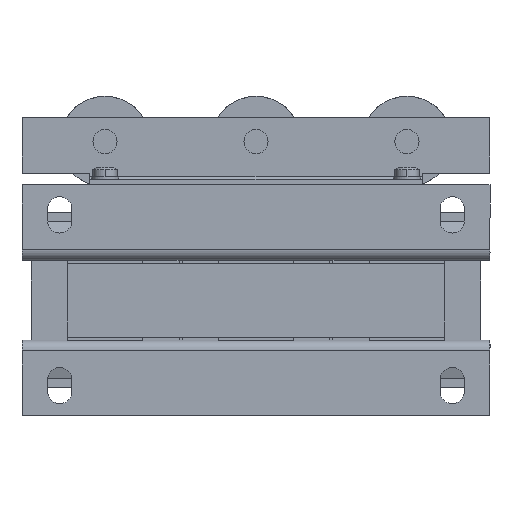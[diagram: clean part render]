
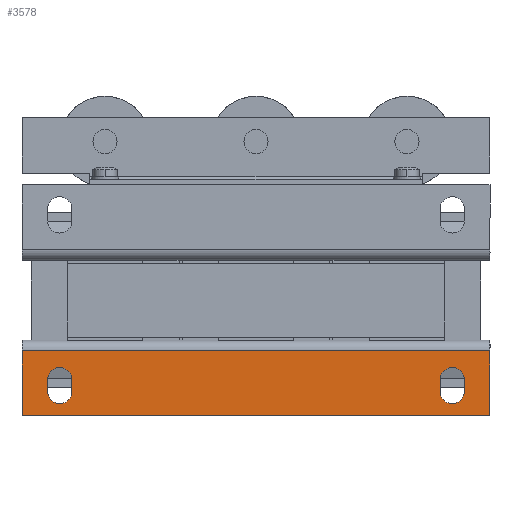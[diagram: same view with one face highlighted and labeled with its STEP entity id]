
A CAD part, front view. The second image highlights one B-rep face of the part: STEP entity #3578.
In plain terms, the highlighted planar face has unit normal (0, -1, 0).
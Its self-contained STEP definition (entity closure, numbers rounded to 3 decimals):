
#500 = DIRECTION ( 'NONE',  ( 0., 1., 0. ) ) ;
#1111 = EDGE_CURVE ( 'NONE', #7557, #2346, #6064, .T. ) ;
#1300 = EDGE_CURVE ( 'NONE', #3703, #6530, #12949, .T. ) ;
#1359 = LINE ( 'NONE', #6917, #19384 ) ;
#1816 = DIRECTION ( 'NONE',  ( 0., 0., 1. ) ) ;
#1882 = CARTESIAN_POINT ( 'NONE',  ( -65., -66.4, -30.25 ) ) ;
#1891 = CIRCLE ( 'NONE', #16348, 4. ) ;
#1897 = EDGE_CURVE ( 'NONE', #13684, #7557, #3650, .T. ) ;
#2000 = VERTEX_POINT ( 'NONE', #2094 ) ;
#2002 = CARTESIAN_POINT ( 'NONE',  ( 65., -66.4, -26.25 ) ) ;
#2094 = CARTESIAN_POINT ( 'NONE',  ( -69., -66.4, -30.25 ) ) ;
#2136 = LINE ( 'NONE', #14371, #16174 ) ;
#2285 = DIRECTION ( 'NONE',  ( 1., 0., 0. ) ) ;
#2313 = DIRECTION ( 'NONE',  ( 0., 0., -1. ) ) ;
#2346 = VERTEX_POINT ( 'NONE', #9880 ) ;
#2423 = CARTESIAN_POINT ( 'NONE',  ( 65., -66.4, -30.25 ) ) ;
#2521 = EDGE_CURVE ( 'NONE', #13460, #17294, #19047, .T. ) ;
#2679 = CARTESIAN_POINT ( 'NONE',  ( 77.5, -66.4, -16.75 ) ) ;
#2730 = AXIS2_PLACEMENT_3D ( 'NONE', #2002, #500, #9570 ) ;
#2768 = ORIENTED_EDGE ( 'NONE', *, *, #9205, .T. ) ;
#3138 = DIRECTION ( 'NONE',  ( 0., 1., 0. ) ) ;
#3262 = EDGE_CURVE ( 'NONE', #2000, #14171, #5262, .T. ) ;
#3280 = CARTESIAN_POINT ( 'NONE',  ( -69., -66.4, -15.75 ) ) ;
#3577 = FACE_BOUND ( 'NONE', #4661, .T. ) ;
#3578 = ADVANCED_FACE ( 'NONE', ( #3577, #18303, #7172 ), #8317, .F. ) ;
#3650 = LINE ( 'NONE', #7053, #16493 ) ;
#3703 = VERTEX_POINT ( 'NONE', #9091 ) ;
#3797 = LINE ( 'NONE', #10183, #7379 ) ;
#3910 = ORIENTED_EDGE ( 'NONE', *, *, #7136, .T. ) ;
#4221 = EDGE_CURVE ( 'NONE', #10263, #3703, #3797, .T. ) ;
#4328 = AXIS2_PLACEMENT_3D ( 'NONE', #4723, #3138, #13765 ) ;
#4661 = EDGE_LOOP ( 'NONE', ( #2768, #5526, #9494, #10398, #12556 ) ) ;
#4723 = CARTESIAN_POINT ( 'NONE',  ( -65., -66.4, -30.25 ) ) ;
#4732 = DIRECTION ( 'NONE',  ( 0., 1., 0. ) ) ;
#4937 = DIRECTION ( 'NONE',  ( 0., 0., -1. ) ) ;
#5183 = CARTESIAN_POINT ( 'NONE',  ( 61., -66.4, -30.25 ) ) ;
#5262 = LINE ( 'NONE', #3280, #8856 ) ;
#5288 = AXIS2_PLACEMENT_3D ( 'NONE', #1882, #14056, #4937 ) ;
#5526 = ORIENTED_EDGE ( 'NONE', *, *, #1897, .T. ) ;
#5896 = EDGE_CURVE ( 'NONE', #11892, #17294, #6132, .T. ) ;
#5953 = DIRECTION ( 'NONE',  ( 0., 0., -1. ) ) ;
#6064 = CIRCLE ( 'NONE', #4328, 4. ) ;
#6132 = LINE ( 'NONE', #2679, #10868 ) ;
#6332 = VERTEX_POINT ( 'NONE', #5183 ) ;
#6423 = VERTEX_POINT ( 'NONE', #13476 ) ;
#6529 = CARTESIAN_POINT ( 'NONE',  ( 61., -66.4, -15.75 ) ) ;
#6530 = VERTEX_POINT ( 'NONE', #16933 ) ;
#6917 = CARTESIAN_POINT ( 'NONE',  ( -77.5, -66.4, -15.75 ) ) ;
#7013 = CARTESIAN_POINT ( 'NONE',  ( -61., -66.4, -26.25 ) ) ;
#7053 = CARTESIAN_POINT ( 'NONE',  ( -61., -66.4, -15.75 ) ) ;
#7054 = EDGE_CURVE ( 'NONE', #6332, #15818, #17152, .T. ) ;
#7136 = EDGE_CURVE ( 'NONE', #15818, #10263, #11208, .T. ) ;
#7172 = FACE_OUTER_BOUND ( 'NONE', #16313, .T. ) ;
#7379 = VECTOR ( 'NONE', #13247, 1000. ) ;
#7557 = VERTEX_POINT ( 'NONE', #17045 ) ;
#7668 = VECTOR ( 'NONE', #18773, 1000. ) ;
#8228 = EDGE_CURVE ( 'NONE', #2346, #2000, #14260, .T. ) ;
#8317 = PLANE ( 'NONE',  #8423 ) ;
#8423 = AXIS2_PLACEMENT_3D ( 'NONE', #18877, #8590, #19150 ) ;
#8530 = DIRECTION ( 'NONE',  ( 0., 0., 1. ) ) ;
#8590 = DIRECTION ( 'NONE',  ( 0., 1., 0. ) ) ;
#8604 = ORIENTED_EDGE ( 'NONE', *, *, #17683, .T. ) ;
#8844 = DIRECTION ( 'NONE',  ( 0., 1., 0. ) ) ;
#8856 = VECTOR ( 'NONE', #1816, 1000. ) ;
#9091 = CARTESIAN_POINT ( 'NONE',  ( 69., -66.4, -30.25 ) ) ;
#9205 = EDGE_CURVE ( 'NONE', #14171, #13684, #18467, .T. ) ;
#9291 = ORIENTED_EDGE ( 'NONE', *, *, #1300, .T. ) ;
#9494 = ORIENTED_EDGE ( 'NONE', *, *, #1111, .T. ) ;
#9570 = DIRECTION ( 'NONE',  ( 0., 0., -1. ) ) ;
#9632 = ORIENTED_EDGE ( 'NONE', *, *, #4221, .T. ) ;
#9880 = CARTESIAN_POINT ( 'NONE',  ( -65., -66.4, -34.25 ) ) ;
#10101 = CARTESIAN_POINT ( 'NONE',  ( 61., -66.4, -26.25 ) ) ;
#10105 = CARTESIAN_POINT ( 'NONE',  ( 77.5, -66.4, -16.75 ) ) ;
#10121 = CARTESIAN_POINT ( 'NONE',  ( 65., -66.4, -30.25 ) ) ;
#10183 = CARTESIAN_POINT ( 'NONE',  ( 69., -66.4, -15.75 ) ) ;
#10263 = VERTEX_POINT ( 'NONE', #16958 ) ;
#10398 = ORIENTED_EDGE ( 'NONE', *, *, #8228, .T. ) ;
#10533 = ORIENTED_EDGE ( 'NONE', *, *, #15231, .T. ) ;
#10830 = CARTESIAN_POINT ( 'NONE',  ( 77.5, -66.4, -38.25 ) ) ;
#10868 = VECTOR ( 'NONE', #16363, 1000. ) ;
#11208 = CIRCLE ( 'NONE', #2730, 4. ) ;
#11226 = ORIENTED_EDGE ( 'NONE', *, *, #15686, .T. ) ;
#11506 = DIRECTION ( 'NONE',  ( 0., 0., -1. ) ) ;
#11892 = VERTEX_POINT ( 'NONE', #13714 ) ;
#12556 = ORIENTED_EDGE ( 'NONE', *, *, #3262, .T. ) ;
#12849 = ORIENTED_EDGE ( 'NONE', *, *, #2521, .T. ) ;
#12949 = CIRCLE ( 'NONE', #13881, 4. ) ;
#13005 = DIRECTION ( 'NONE',  ( 0., 0., -1. ) ) ;
#13247 = DIRECTION ( 'NONE',  ( 0., 0., -1. ) ) ;
#13460 = VERTEX_POINT ( 'NONE', #10830 ) ;
#13476 = CARTESIAN_POINT ( 'NONE',  ( -77.5, -66.4, -38.25 ) ) ;
#13684 = VERTEX_POINT ( 'NONE', #7013 ) ;
#13714 = CARTESIAN_POINT ( 'NONE',  ( -77.5, -66.4, -16.75 ) ) ;
#13765 = DIRECTION ( 'NONE',  ( 0., 0., -1. ) ) ;
#13841 = CARTESIAN_POINT ( 'NONE',  ( -65., -66.4, -26.25 ) ) ;
#13881 = AXIS2_PLACEMENT_3D ( 'NONE', #2423, #14428, #11506 ) ;
#14056 = DIRECTION ( 'NONE',  ( 0., 1., 0. ) ) ;
#14171 = VERTEX_POINT ( 'NONE', #14522 ) ;
#14260 = CIRCLE ( 'NONE', #5288, 4. ) ;
#14371 = CARTESIAN_POINT ( 'NONE',  ( 0., -66.4, -38.25 ) ) ;
#14428 = DIRECTION ( 'NONE',  ( 0., 1., 0. ) ) ;
#14522 = CARTESIAN_POINT ( 'NONE',  ( -69., -66.4, -26.25 ) ) ;
#14668 = EDGE_LOOP ( 'NONE', ( #3910, #9632, #9291, #10533, #19140 ) ) ;
#14694 = ORIENTED_EDGE ( 'NONE', *, *, #5896, .F. ) ;
#14791 = VECTOR ( 'NONE', #8530, 1000. ) ;
#15231 = EDGE_CURVE ( 'NONE', #6530, #6332, #1891, .T. ) ;
#15686 = EDGE_CURVE ( 'NONE', #6423, #13460, #2136, .T. ) ;
#15818 = VERTEX_POINT ( 'NONE', #10101 ) ;
#16015 = CARTESIAN_POINT ( 'NONE',  ( 77.5, -66.4, -15.75 ) ) ;
#16174 = VECTOR ( 'NONE', #2285, 1000. ) ;
#16313 = EDGE_LOOP ( 'NONE', ( #11226, #12849, #14694, #8604 ) ) ;
#16348 = AXIS2_PLACEMENT_3D ( 'NONE', #10121, #8844, #17896 ) ;
#16363 = DIRECTION ( 'NONE',  ( 1., 0., 0. ) ) ;
#16493 = VECTOR ( 'NONE', #13005, 1000. ) ;
#16933 = CARTESIAN_POINT ( 'NONE',  ( 65., -66.4, -34.25 ) ) ;
#16958 = CARTESIAN_POINT ( 'NONE',  ( 69., -66.4, -26.25 ) ) ;
#17045 = CARTESIAN_POINT ( 'NONE',  ( -61., -66.4, -30.25 ) ) ;
#17152 = LINE ( 'NONE', #6529, #7668 ) ;
#17294 = VERTEX_POINT ( 'NONE', #10105 ) ;
#17683 = EDGE_CURVE ( 'NONE', #11892, #6423, #1359, .T. ) ;
#17896 = DIRECTION ( 'NONE',  ( 0., 0., -1. ) ) ;
#18128 = AXIS2_PLACEMENT_3D ( 'NONE', #13841, #4732, #5953 ) ;
#18303 = FACE_BOUND ( 'NONE', #14668, .T. ) ;
#18467 = CIRCLE ( 'NONE', #18128, 4. ) ;
#18773 = DIRECTION ( 'NONE',  ( 0., 0., 1. ) ) ;
#18877 = CARTESIAN_POINT ( 'NONE',  ( 0., -66.4, -15.75 ) ) ;
#19047 = LINE ( 'NONE', #16015, #14791 ) ;
#19140 = ORIENTED_EDGE ( 'NONE', *, *, #7054, .T. ) ;
#19150 = DIRECTION ( 'NONE',  ( 0., 0., -1. ) ) ;
#19384 = VECTOR ( 'NONE', #2313, 1000. ) ;
